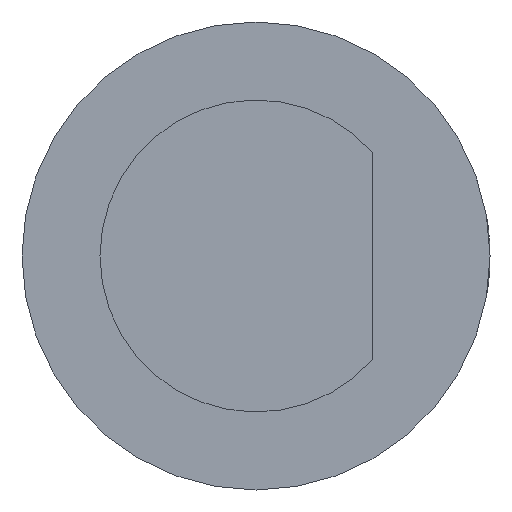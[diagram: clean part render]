
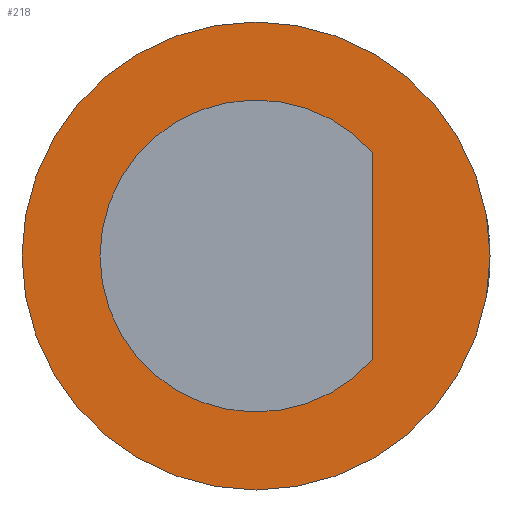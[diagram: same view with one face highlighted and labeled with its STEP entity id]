
A CAD part, front view. The second image highlights one B-rep face of the part: STEP entity #218.
In plain terms, the highlighted planar face has unit normal (0, -1, 0).
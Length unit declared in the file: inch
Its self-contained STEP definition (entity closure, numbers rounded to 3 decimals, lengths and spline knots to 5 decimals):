
#22=FACE_BOUND('',#47,.T.);
#26=PLANE('',#257);
#33=FACE_OUTER_BOUND('',#46,.T.);
#46=EDGE_LOOP('',(#161));
#47=EDGE_LOOP('',(#162,#163));
#64=LINE('',#374,#75);
#75=VECTOR('',#305,0.33072);
#88=CIRCLE('',#258,0.375);
#89=CIRCLE('',#259,0.25);
#107=VERTEX_POINT('',#369);
#108=VERTEX_POINT('',#371);
#109=VERTEX_POINT('',#372);
#129=EDGE_CURVE('',#107,#107,#88,.T.);
#130=EDGE_CURVE('',#108,#109,#89,.T.);
#131=EDGE_CURVE('',#109,#108,#64,.T.);
#161=ORIENTED_EDGE('',*,*,#129,.F.);
#162=ORIENTED_EDGE('',*,*,#130,.T.);
#163=ORIENTED_EDGE('',*,*,#131,.T.);
#218=ADVANCED_FACE('',(#33,#22),#26,.F.);
#257=AXIS2_PLACEMENT_3D('',#368,#299,#300);
#258=AXIS2_PLACEMENT_3D('',#370,#301,#302);
#259=AXIS2_PLACEMENT_3D('',#373,#303,#304);
#299=DIRECTION('center_axis',(0.,1.,0.));
#300=DIRECTION('ref_axis',(0.,0.,1.));
#301=DIRECTION('center_axis',(0.,1.,0.));
#302=DIRECTION('ref_axis',(0.,0.,1.));
#303=DIRECTION('center_axis',(0.,1.,0.));
#304=DIRECTION('ref_axis',(0.,0.,1.));
#305=DIRECTION('',(0.,0.,-1.));
#368=CARTESIAN_POINT('Origin',(0.,0.,0.));
#369=CARTESIAN_POINT('',(0.,0.,0.375));
#370=CARTESIAN_POINT('Origin',(0.,0.,0.));
#371=CARTESIAN_POINT('',(0.1875,0.,-0.16536));
#372=CARTESIAN_POINT('',(0.1875,0.,0.16536));
#373=CARTESIAN_POINT('Origin',(0.,0.,0.));
#374=CARTESIAN_POINT('',(0.1875,0.,0.16536));
